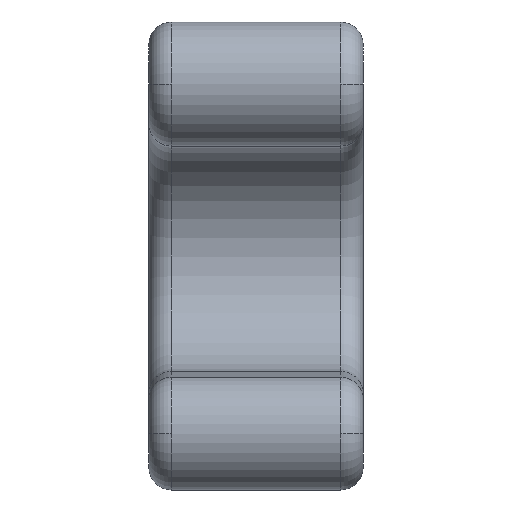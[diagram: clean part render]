
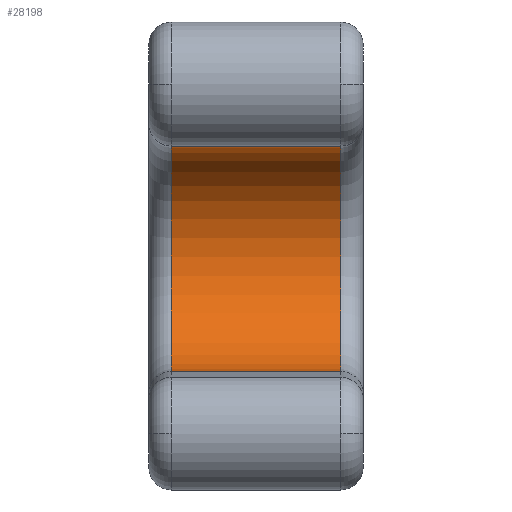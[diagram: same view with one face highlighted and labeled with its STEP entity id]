
A CAD part, left-side view. The second image highlights one B-rep face of the part: STEP entity #28198.
In plain terms, the highlighted cylindrical face has radius 10 mm (diameter 20 mm), a partial arc.
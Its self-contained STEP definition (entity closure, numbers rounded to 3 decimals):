
#281 = LINE ( 'NONE', #25465, #1726 ) ;
#396 = DIRECTION ( 'NONE',  ( 0., -1., 0. ) ) ;
#631 = VERTEX_POINT ( 'NONE', #10775 ) ;
#1028 = EDGE_CURVE ( 'NONE', #15344, #20909, #281, .T. ) ;
#1153 = FACE_OUTER_BOUND ( 'NONE', #17404, .T. ) ;
#1726 = VECTOR ( 'NONE', #10331, 1000. ) ;
#2733 = EDGE_CURVE ( 'NONE', #631, #10801, #9024, .T. ) ;
#3877 = AXIS2_PLACEMENT_3D ( 'NONE', #18030, #396, #25580 ) ;
#7448 = AXIS2_PLACEMENT_3D ( 'NONE', #26025, #13546, #28810 ) ;
#9024 = LINE ( 'NONE', #26447, #25340 ) ;
#10331 = DIRECTION ( 'NONE',  ( 0., -1., 0. ) ) ;
#10775 = CARTESIAN_POINT ( 'NONE',  ( -176., 95.5, 10. ) ) ;
#10801 = VERTEX_POINT ( 'NONE', #14656 ) ;
#11162 = DIRECTION ( 'NONE',  ( 0., -1., 0. ) ) ;
#11381 = ORIENTED_EDGE ( 'NONE', *, *, #1028, .T. ) ;
#11687 = CIRCLE ( 'NONE', #7448, 10. ) ;
#13546 = DIRECTION ( 'NONE',  ( 0., 1., 0. ) ) ;
#14656 = CARTESIAN_POINT ( 'NONE',  ( -176., 80.5, 10. ) ) ;
#15344 = VERTEX_POINT ( 'NONE', #20795 ) ;
#16628 = ORIENTED_EDGE ( 'NONE', *, *, #31489, .T. ) ;
#17404 = EDGE_LOOP ( 'NONE', ( #11381, #16628, #19445, #20828 ) ) ;
#18030 = CARTESIAN_POINT ( 'NONE',  ( -176., 80.5, 0. ) ) ;
#18506 = CARTESIAN_POINT ( 'NONE',  ( -175.682, 80.5, -9.995 ) ) ;
#19445 = ORIENTED_EDGE ( 'NONE', *, *, #2733, .F. ) ;
#20795 = CARTESIAN_POINT ( 'NONE',  ( -175.682, 95.5, -9.995 ) ) ;
#20828 = ORIENTED_EDGE ( 'NONE', *, *, #26250, .T. ) ;
#20909 = VERTEX_POINT ( 'NONE', #18506 ) ;
#25340 = VECTOR ( 'NONE', #11162, 1000. ) ;
#25465 = CARTESIAN_POINT ( 'NONE',  ( -175.682, 97.5, -9.995 ) ) ;
#25580 = DIRECTION ( 'NONE',  ( -1., 0., 0. ) ) ;
#25831 = CARTESIAN_POINT ( 'NONE',  ( -176., 97.5, 0. ) ) ;
#26025 = CARTESIAN_POINT ( 'NONE',  ( -176., 95.5, 0. ) ) ;
#26250 = EDGE_CURVE ( 'NONE', #631, #15344, #11687, .T. ) ;
#26447 = CARTESIAN_POINT ( 'NONE',  ( -176., 97.5, 10. ) ) ;
#28198 = ADVANCED_FACE ( 'NONE', ( #1153 ), #30751, .F. ) ;
#28273 = DIRECTION ( 'NONE',  ( 0., -1., 0. ) ) ;
#28810 = DIRECTION ( 'NONE',  ( -1., 0., 0. ) ) ;
#30064 = AXIS2_PLACEMENT_3D ( 'NONE', #25831, #28273, #31248 ) ;
#30131 = CIRCLE ( 'NONE', #3877, 10. ) ;
#30751 = CYLINDRICAL_SURFACE ( 'NONE', #30064, 10. ) ;
#31248 = DIRECTION ( 'NONE',  ( 0., 0., -1. ) ) ;
#31489 = EDGE_CURVE ( 'NONE', #20909, #10801, #30131, .T. ) ;
